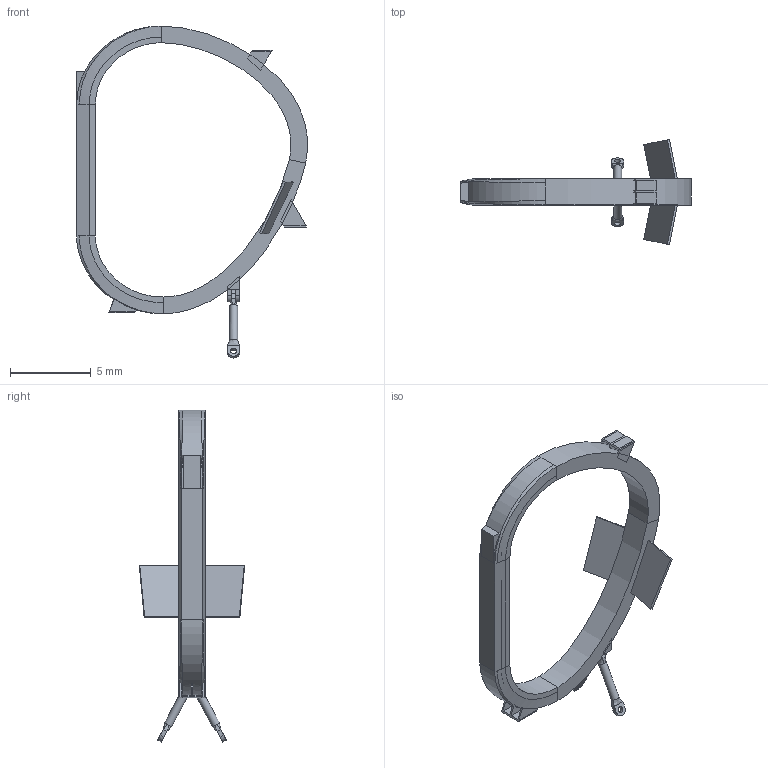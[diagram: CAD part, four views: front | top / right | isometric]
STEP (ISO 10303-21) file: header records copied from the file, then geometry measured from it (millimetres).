
FILE_DESCRIPTION(('Open CASCADE Model'),'2;1');
FILE_NAME('Open CASCADE Shape Model','2016-11-09T22:27:39',('Author'),( 'Open CASCADE'),'Open CASCADE STEP processor 6.8','Open CASCADE 6.8' ,'Unknown');
FILE_SCHEMA(('AUTOMOTIVE_DESIGN_CC2 { 1 2 10303 214 -1 1 5 4 }'));
Length unit declared in the file: millimetre
Products named in the file (6): Open CASCADE STEP translator 6.8 5; SOLID; ASSEMBLY
Assembly tree (2 placements, depth 2):
  Open CASCADE STEP translator 6.8 5
  SOLID
  ASSEMBLY
    SOLID
  ASSEMBLY
    SOLID
Bounding box: 14.26 x 6.5 x 20.51 mm (x, y, z)
Volume: 87.7 mm3; surface area: 729.5 mm2
Topology: 3 solids, 6 shells, 252 faces, 571 edges, 322 vertices
Faces by surface type: plane 185, bspline 53, cylinder 14
Full cylindrical faces by diameter (mm): 0.333 x2, 0.375 x3, 0.5 x2
Entity records: 30237 total; most frequent: CARTESIAN_POINT 19948, DIRECTION 1405, ORIENTED_EDGE 1142, PCURVE 1142, DEFINITIONAL_REPRESENTATION 1142, LINE 921, VECTOR 921, B_SPLINE_CURVE_WITH_KNOTS 722
